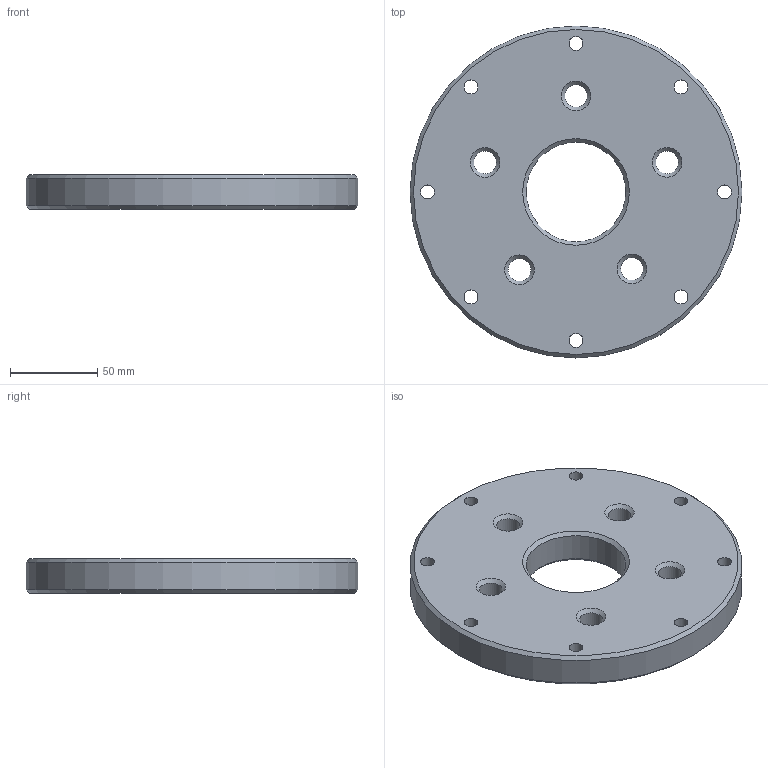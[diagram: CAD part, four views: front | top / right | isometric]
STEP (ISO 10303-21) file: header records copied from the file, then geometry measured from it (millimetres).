
FILE_DESCRIPTION(('FreeCAD Model'),'2;1');
FILE_NAME('adaphub170.step', '2020-02-12T10:58:33',('Author'),(''), 'Open CASCADE STEP processor 7.3','FreeCAD','Unknown');
FILE_SCHEMA(('AUTOMOTIVE_DESIGN { 1 0 10303 214 1 1 1 1 }'));
Length unit declared in the file: millimetre
Products named in the file (1): Chamfer004
Bounding box: 190 x 190 x 20 mm (x, y, z)
Volume: 485874.5 mm3; surface area: 72069.3 mm2
Topology: 1 solids, 1 shells, 42 faces, 87 edges, 55 vertices
Faces by surface type: cylinder 23, plane 10, cone 9
Full cylindrical faces by diameter (mm): 8 x8, 13 x13, 57 x1, 190 x1
Entity records: 2348 total; most frequent: CARTESIAN_POINT 425, DIRECTION 376, ORIENTED_EDGE 174, PCURVE 174, DEFINITIONAL_REPRESENTATION 174, LINE 142, VECTOR 142, AXIS2_PLACEMENT_3D 98
